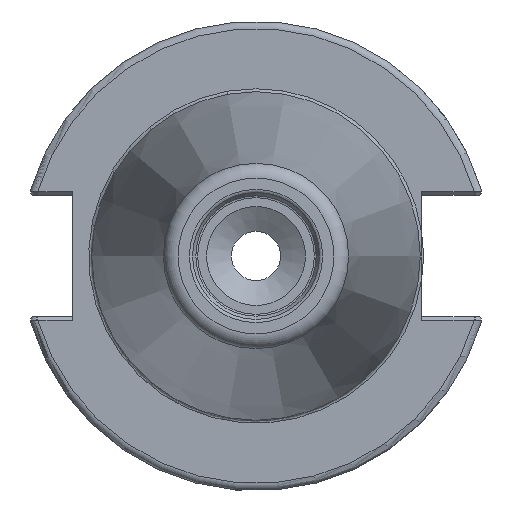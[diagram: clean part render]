
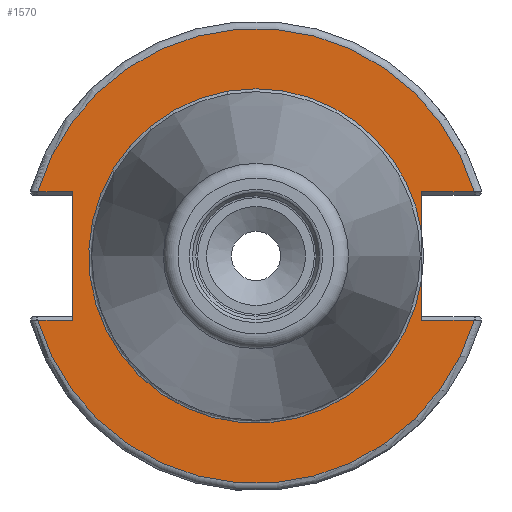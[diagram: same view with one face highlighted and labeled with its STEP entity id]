
A CAD part, left-side view. The second image highlights one B-rep face of the part: STEP entity #1570.
In plain terms, the highlighted planar face has unit normal (-1, 0, 0).
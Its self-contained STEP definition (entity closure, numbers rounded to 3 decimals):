
#110=PLANE('',#1709);
#171=FACE_OUTER_BOUND('',#265,.T.);
#265=EDGE_LOOP('',(#1140,#1141,#1142,#1143,#1144,#1145,#1146,#1147,#1148,
#1149,#1150));
#355=LINE('',#2357,#456);
#362=LINE('',#2479,#463);
#363=LINE('',#2483,#464);
#364=LINE('',#2485,#465);
#365=LINE('',#2487,#466);
#366=LINE('',#2491,#467);
#367=LINE('',#2493,#468);
#456=VECTOR('',#1935,10.);
#463=VECTOR('',#1946,10.);
#464=VECTOR('',#1949,10.);
#465=VECTOR('',#1950,10.);
#466=VECTOR('',#1951,10.);
#467=VECTOR('',#1954,10.);
#468=VECTOR('',#1955,10.);
#573=CIRCLE('',#1710,30.775);
#574=CIRCLE('',#1711,30.775);
#575=CIRCLE('',#1712,22.625);
#576=CIRCLE('',#1713,22.625);
#668=VERTEX_POINT('',#2354);
#669=VERTEX_POINT('',#2356);
#677=VERTEX_POINT('',#2478);
#678=VERTEX_POINT('',#2480);
#679=VERTEX_POINT('',#2482);
#680=VERTEX_POINT('',#2484);
#681=VERTEX_POINT('',#2486);
#682=VERTEX_POINT('',#2488);
#683=VERTEX_POINT('',#2490);
#684=VERTEX_POINT('',#2492);
#685=VERTEX_POINT('',#2494);
#842=EDGE_CURVE('',#668,#669,#355,.T.);
#854=EDGE_CURVE('',#677,#669,#362,.T.);
#855=EDGE_CURVE('',#678,#668,#573,.T.);
#856=EDGE_CURVE('',#679,#678,#363,.T.);
#857=EDGE_CURVE('',#679,#680,#364,.T.);
#858=EDGE_CURVE('',#681,#680,#365,.T.);
#859=EDGE_CURVE('',#682,#681,#574,.T.);
#860=EDGE_CURVE('',#683,#682,#366,.T.);
#861=EDGE_CURVE('',#683,#684,#367,.T.);
#862=EDGE_CURVE('',#684,#685,#575,.T.);
#863=EDGE_CURVE('',#685,#677,#576,.T.);
#1140=ORIENTED_EDGE('',*,*,#854,.T.);
#1141=ORIENTED_EDGE('',*,*,#842,.F.);
#1142=ORIENTED_EDGE('',*,*,#855,.F.);
#1143=ORIENTED_EDGE('',*,*,#856,.F.);
#1144=ORIENTED_EDGE('',*,*,#857,.T.);
#1145=ORIENTED_EDGE('',*,*,#858,.F.);
#1146=ORIENTED_EDGE('',*,*,#859,.F.);
#1147=ORIENTED_EDGE('',*,*,#860,.F.);
#1148=ORIENTED_EDGE('',*,*,#861,.T.);
#1149=ORIENTED_EDGE('',*,*,#862,.T.);
#1150=ORIENTED_EDGE('',*,*,#863,.T.);
#1570=ADVANCED_FACE('',(#171),#110,.T.);
#1709=AXIS2_PLACEMENT_3D('',#2477,#1944,#1945);
#1710=AXIS2_PLACEMENT_3D('',#2481,#1947,#1948);
#1711=AXIS2_PLACEMENT_3D('',#2489,#1952,#1953);
#1712=AXIS2_PLACEMENT_3D('',#2495,#1956,#1957);
#1713=AXIS2_PLACEMENT_3D('',#2496,#1958,#1959);
#1935=DIRECTION('',(0.,1.,0.));
#1944=DIRECTION('center_axis',(-1.,0.,0.));
#1945=DIRECTION('ref_axis',(0.,0.,1.));
#1946=DIRECTION('',(0.,0.,1.));
#1947=DIRECTION('center_axis',(1.,0.,0.));
#1948=DIRECTION('ref_axis',(0.,0.,-1.));
#1949=DIRECTION('',(0.,1.,0.));
#1950=DIRECTION('',(0.,0.,-1.));
#1951=DIRECTION('',(0.,-1.,0.));
#1952=DIRECTION('center_axis',(1.,0.,0.));
#1953=DIRECTION('ref_axis',(0.,0.,-1.));
#1954=DIRECTION('',(0.,-1.,0.));
#1955=DIRECTION('',(0.,0.,1.));
#1956=DIRECTION('center_axis',(1.,0.,0.));
#1957=DIRECTION('ref_axis',(0.,0.,-1.));
#1958=DIRECTION('center_axis',(1.,0.,0.));
#1959=DIRECTION('ref_axis',(0.,0.,-1.));
#2354=CARTESIAN_POINT('',(1.,-29.523,8.69));
#2356=CARTESIAN_POINT('',(1.,-22.41,8.69));
#2357=CARTESIAN_POINT('',(1.,4.182,8.69));
#2477=CARTESIAN_POINT('Origin',(1.,30.775,0.));
#2478=CARTESIAN_POINT('',(1.,-22.41,3.112));
#2479=CARTESIAN_POINT('',(1.,-22.41,-4.095));
#2480=CARTESIAN_POINT('',(1.,29.523,8.69));
#2481=CARTESIAN_POINT('Origin',(1.,0.,0.));
#2482=CARTESIAN_POINT('',(1.,24.8,8.69));
#2483=CARTESIAN_POINT('',(1.,38.399,8.69));
#2484=CARTESIAN_POINT('',(1.,24.8,-8.69));
#2485=CARTESIAN_POINT('',(1.,24.8,4.095));
#2486=CARTESIAN_POINT('',(1.,29.523,-8.69));
#2487=CARTESIAN_POINT('',(1.,27.788,-8.69));
#2488=CARTESIAN_POINT('',(1.,-29.523,-8.69));
#2489=CARTESIAN_POINT('Origin',(1.,0.,0.));
#2490=CARTESIAN_POINT('',(1.,-22.41,-8.69));
#2491=CARTESIAN_POINT('',(1.,-6.591,-8.69));
#2492=CARTESIAN_POINT('',(1.,-22.41,-3.112));
#2493=CARTESIAN_POINT('',(1.,-22.41,-4.095));
#2494=CARTESIAN_POINT('',(1.,0.,22.625));
#2495=CARTESIAN_POINT('Origin',(1.,0.,0.));
#2496=CARTESIAN_POINT('Origin',(1.,0.,0.));
